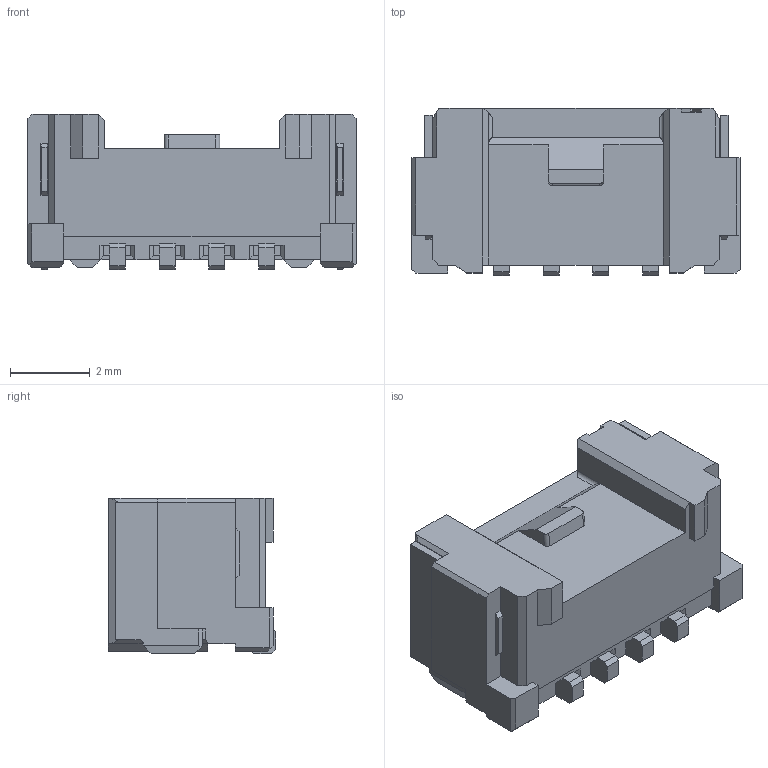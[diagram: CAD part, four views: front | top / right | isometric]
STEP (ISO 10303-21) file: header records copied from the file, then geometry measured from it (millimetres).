
FILE_DESCRIPTION(/* description */ (''),/* implementation_level */ '2;1');
FILE_NAME(/* name */ 'Molex_Micro_Lock_1x4_Vertical_5055670471.step',/* time_stamp */ '2020-10-05T23:36:04+02:00',/* author */ (''),/* organization */ (''),/* preprocessor_version */ 'ST-DEVELOPER v18.1',/* originating_system */ 'Autodesk Translation Framework v9.3.0.1241',/* authorisation */ '');
FILE_SCHEMA (('AUTOMOTIVE_DESIGN { 1 0 10303 214 3 1 1 }'));
Length unit declared in the file: millimetre
Products named in the file (2): 5055670471; 5055670471_1
Assembly tree (1 placements, depth 2):
  5055670471
    5055670471_1
Bounding box: 8.25 x 4.2 x 3.9 mm (x, y, z)
Volume: 68.3 mm3; surface area: 247.3 mm2
Topology: 1 solids, 1 shells, 277 faces, 783 edges, 510 vertices
Faces by surface type: plane 252, cylinder 21, cone 4
Entity records: 8830 total; most frequent: CARTESIAN_POINT 1573, ORIENTED_EDGE 1566, DIRECTION 1391, EDGE_CURVE 783, LINE 735, VECTOR 735, VERTEX_POINT 510, AXIS2_PLACEMENT_3D 328
